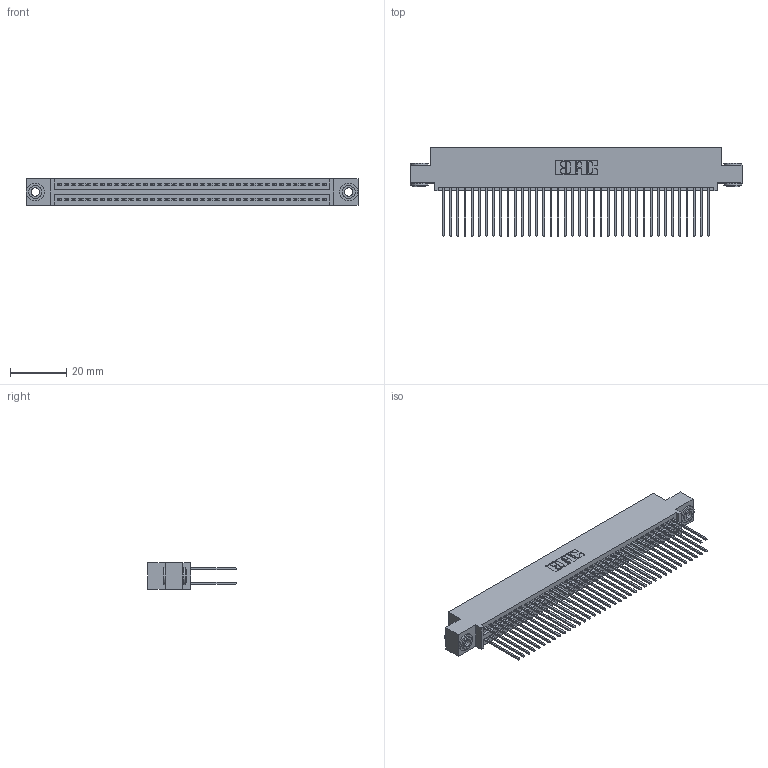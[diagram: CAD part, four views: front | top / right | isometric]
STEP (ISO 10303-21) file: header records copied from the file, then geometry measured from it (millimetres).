
FILE_DESCRIPTION (( 'STEP AP203' ), '1' );
FILE_NAME ('395-076-542-503.STEP', '2019-10-24T16:53:27', ( '' ), ( '' ), 'SwSTEP 2.0', 'SolidWorks 2016', '' );
FILE_SCHEMA (( 'CONFIG_CONTROL_DESIGN' ));
Length unit declared in the file: inch
Products named in the file (4): 345 Part_0.110 Offset - 0.156 Dia-TH; 345-292-001_345-293-142; 345-250-002_345-250-002-102; 395-076-542-503
Assembly tree (79 placements, depth 2):
  395-076-542-503
    345 Part_0.110 Offset - 0.156 Dia-TH
    345-292-001_345-293-142  x76
    345-250-002_345-250-002-102  x2
Bounding box: 117.73 x 31.29 x 9.4 mm (x, y, z)
Volume: 11699.5 mm3; surface area: 19169.7 mm2
Topology: 79 solids, 79 shells, 3968 faces, 11753 edges, 7730 vertices
Faces by surface type: plane 2602, cylinder 1358, cone 8
Entity records: 31154 total; most frequent: CARTESIAN_POINT 5203, ORIENTED_EDGE 5130, DIRECTION 4623, EDGE_CURVE 2565, LINE 2257, VECTOR 2257, VERTEX_POINT 1706, AXIS2_PLACEMENT_3D 1183
